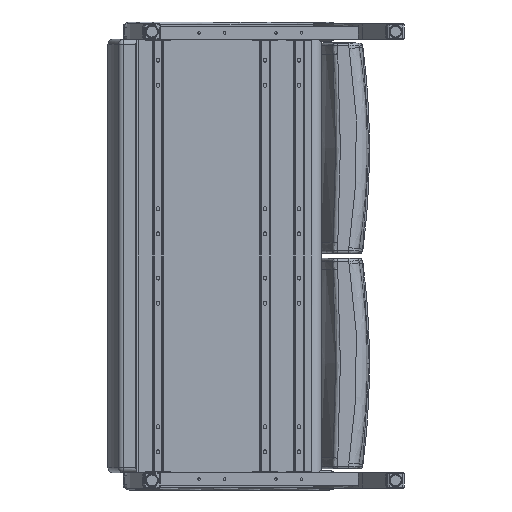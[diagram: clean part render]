
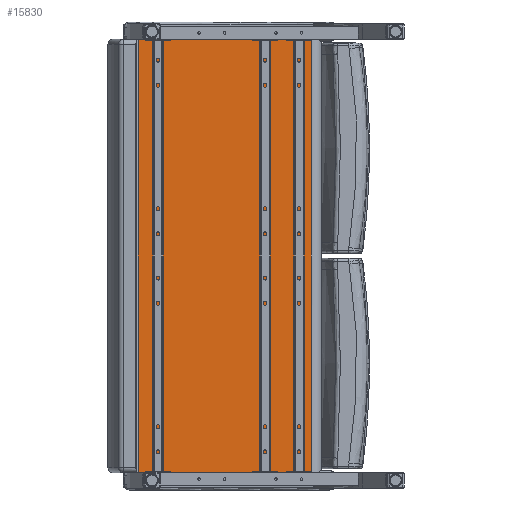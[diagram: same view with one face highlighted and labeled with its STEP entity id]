
A CAD part, front view. The second image highlights one B-rep face of the part: STEP entity #15830.
In plain terms, the highlighted planar face has unit normal (0, -1, 0).
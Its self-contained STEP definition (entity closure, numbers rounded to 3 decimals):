
#820=PLANE('',#17459);
#2157=FACE_OUTER_BOUND('',#3425,.T.);
#3425=EDGE_LOOP('',(#12167,#12168,#12169,#12170));
#5247=LINE('',#30014,#6049);
#5263=LINE('',#30148,#6065);
#5269=LINE('',#30235,#6071);
#5270=LINE('',#30237,#6072);
#6049=VECTOR('',#20361,0.394);
#6065=VECTOR('',#20437,0.394);
#6071=VECTOR('',#20499,0.394);
#6072=VECTOR('',#20502,0.394);
#7170=VERTEX_POINT('',#30002);
#7171=VERTEX_POINT('',#30013);
#7195=VERTEX_POINT('',#30136);
#7196=VERTEX_POINT('',#30147);
#8827=EDGE_CURVE('',#7170,#7171,#5247,.T.);
#8866=EDGE_CURVE('',#7195,#7196,#5263,.T.);
#8891=EDGE_CURVE('',#7195,#7171,#5269,.T.);
#8892=EDGE_CURVE('',#7196,#7170,#5270,.T.);
#12167=ORIENTED_EDGE('',*,*,#8827,.F.);
#12168=ORIENTED_EDGE('',*,*,#8892,.F.);
#12169=ORIENTED_EDGE('',*,*,#8866,.F.);
#12170=ORIENTED_EDGE('',*,*,#8891,.T.);
#15830=ADVANCED_FACE('',(#2157),#820,.T.);
#17459=AXIS2_PLACEMENT_3D('',#30236,#20500,#20501);
#20361=DIRECTION('',(1.,0.,0.));
#20437=DIRECTION('',(-1.,0.,0.));
#20499=DIRECTION('',(0.,0.,1.));
#20500=DIRECTION('center_axis',(0.,-1.,0.));
#20501=DIRECTION('ref_axis',(1.,0.,0.));
#20502=DIRECTION('',(0.,0.,1.));
#30002=CARTESIAN_POINT('',(-12.083,0.797,42.216));
#30013=CARTESIAN_POINT('',(4.791,0.797,42.216));
#30014=CARTESIAN_POINT('',(-9.146,0.797,42.216));
#30136=CARTESIAN_POINT('',(4.791,0.797,0.034));
#30147=CARTESIAN_POINT('',(-12.083,0.797,0.034));
#30148=CARTESIAN_POINT('',(-9.146,0.797,0.034));
#30235=CARTESIAN_POINT('',(4.791,0.797,0.));
#30236=CARTESIAN_POINT('Origin',(-12.083,0.797,0.));
#30237=CARTESIAN_POINT('',(-12.083,0.797,0.));
